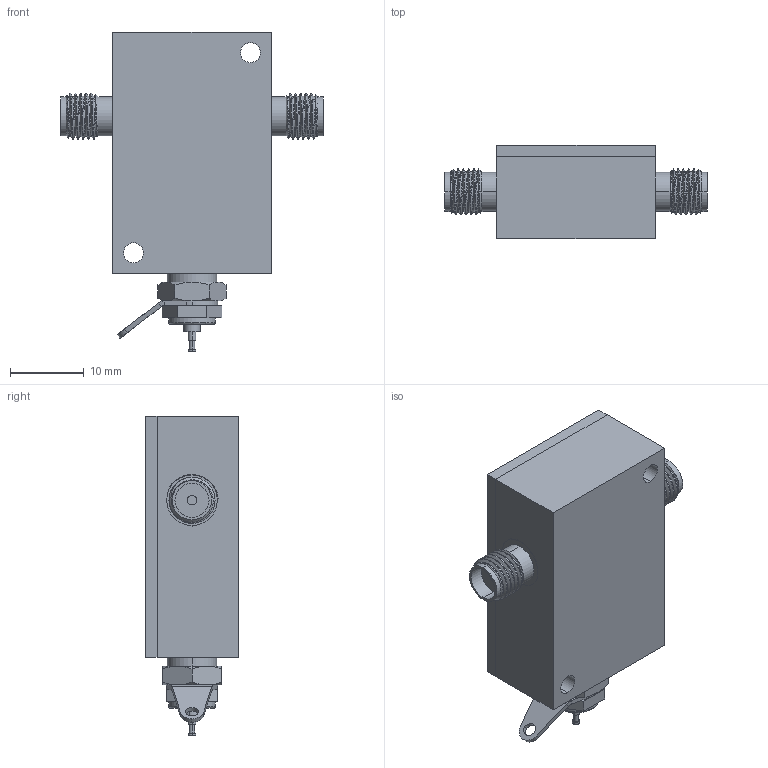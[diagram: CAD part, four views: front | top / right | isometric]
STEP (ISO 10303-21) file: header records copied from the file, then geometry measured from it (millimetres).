
FILE_DESCRIPTION (( 'STEP AP214' ), '1' );
FILE_NAME ('FMBT1652_3D.STEP', '2022-06-26T06:18:08', ( '' ), ( '' ), 'SwSTEP 2.0', 'SolidWorks 2021', '' );
FILE_SCHEMA (( 'AUTOMOTIVE_DESIGN' ));
Length unit declared in the file: inch
Products named in the file (11): Copy of 286-0009-INSULATOR^Copy of 286-0009-00_PE1652; Copy of 120-0051-02^PE1652; Copy of 010-2002-00_010-2002-00^PE1652; Copy of 286-0009-00^PE1652; Copy of 286-0009-LUG^Copy of 286-0009-00_PE1652; Copy of 120-0049^PE1652; Copy of 286-0009-HOUSING^Copy of 286-0009-00_PE1652; Copy of 286-0009-CENTER CONDUCTOR^Copy of 286-0009-00_PE1652; FMBT1652_3D; Copy of B FEMALE^PE1652; Copy of 286-0009-NUT^Copy of 286-0009-00_PE1652
Assembly tree (12 placements, depth 3):
  FMBT1652_3D
    Copy of 120-0049^PE1652
    Copy of B FEMALE^PE1652  x2
    Copy of 120-0051-02^PE1652
    Copy of 010-2002-00_010-2002-00^PE1652  x2
    Copy of 286-0009-00^PE1652
      Copy of 286-0009-HOUSING^Copy of 286-0009-00_PE1652
      Copy of 286-0009-INSULATOR^Copy of 286-0009-00_PE1652
      Copy of 286-0009-CENTER CONDUCTOR^Copy of 286-0009-00_PE1652
      Copy of 286-0009-LUG^Copy of 286-0009-00_PE1652
      Copy of 286-0009-NUT^Copy of 286-0009-00_PE1652
Bounding box: 35.69 x 12.7 x 43.43 mm (x, y, z)
Volume: 9656.8 mm3; surface area: 6207.5 mm2
Topology: 11 solids, 11 shells, 510 faces, 1253 edges, 782 vertices
Faces by surface type: cylinder 232, cone 154, plane 102, bspline 22
Entity records: 14044 total; most frequent: CARTESIAN_POINT 5602, ORIENTED_EDGE 1746, DIRECTION 1578, EDGE_CURVE 873, AXIS2_PLACEMENT_3D 626, VERTEX_POINT 551, EDGE_LOOP 398, ADVANCED_FACE 358
